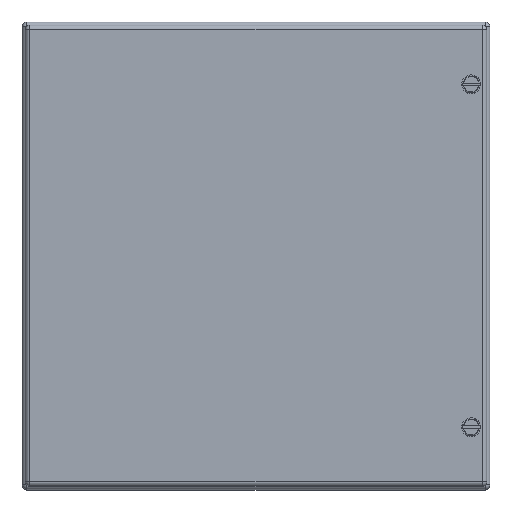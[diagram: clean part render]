
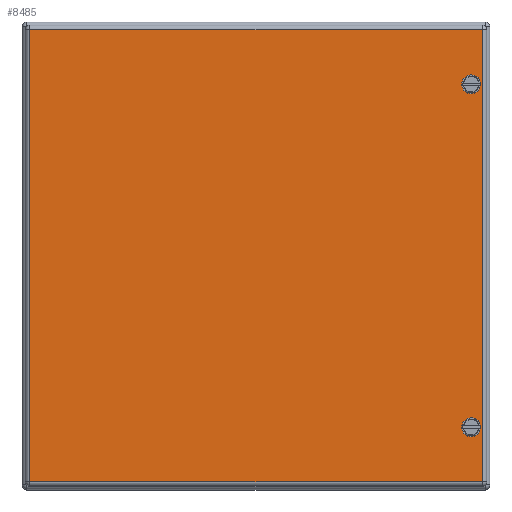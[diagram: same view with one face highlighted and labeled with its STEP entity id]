
A CAD part, top view. The second image highlights one B-rep face of the part: STEP entity #8485.
In plain terms, the highlighted planar face has unit normal (0, 0, 1).
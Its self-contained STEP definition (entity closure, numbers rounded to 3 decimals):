
#8427=AXIS2_PLACEMENT_3D('Plane Axis2P3D',#8424,#8425,#8426) ;
#8469=AXIS2_PLACEMENT_3D('Circle Axis2P3D',#8467,#8468,$) ;
#8478=AXIS2_PLACEMENT_3D('Circle Axis2P3D',#8476,#8477,$) ;
#8240=CARTESIAN_POINT('Vertex',(284.5,40.,150.)) ;
#8244=CARTESIAN_POINT('Control Point',(284.5,40.,150.)) ;
#8245=CARTESIAN_POINT('Control Point',(284.5,39.45,150.)) ;
#8246=CARTESIAN_POINT('Control Point',(284.608,38.9,150.)) ;
#8247=CARTESIAN_POINT('Control Point',(284.824,38.379,150.)) ;
#8248=CARTESIAN_POINT('Control Point',(285.449,37.449,150.)) ;
#8249=CARTESIAN_POINT('Control Point',(286.379,36.824,150.)) ;
#8250=CARTESIAN_POINT('Control Point',(286.9,36.608,150.)) ;
#8251=CARTESIAN_POINT('Control Point',(288.,36.392,150.)) ;
#8252=CARTESIAN_POINT('Control Point',(289.1,36.608,150.)) ;
#8253=CARTESIAN_POINT('Control Point',(289.621,36.824,150.)) ;
#8254=CARTESIAN_POINT('Control Point',(290.551,37.449,150.)) ;
#8255=CARTESIAN_POINT('Control Point',(291.176,38.379,150.)) ;
#8256=CARTESIAN_POINT('Control Point',(291.392,38.9,150.)) ;
#8257=CARTESIAN_POINT('Control Point',(291.5,39.45,150.)) ;
#8258=CARTESIAN_POINT('Control Point',(291.5,40.,150.)) ;
#8259=CARTESIAN_POINT('Vertex',(291.5,40.,150.)) ;
#8401=CARTESIAN_POINT('Control Point',(291.5,40.,150.)) ;
#8402=CARTESIAN_POINT('Control Point',(291.5,40.55,150.)) ;
#8403=CARTESIAN_POINT('Control Point',(291.392,41.1,150.)) ;
#8404=CARTESIAN_POINT('Control Point',(291.176,41.621,150.)) ;
#8405=CARTESIAN_POINT('Control Point',(290.551,42.551,150.)) ;
#8406=CARTESIAN_POINT('Control Point',(289.621,43.176,150.)) ;
#8407=CARTESIAN_POINT('Control Point',(289.1,43.392,150.)) ;
#8408=CARTESIAN_POINT('Control Point',(288.,43.608,150.)) ;
#8409=CARTESIAN_POINT('Control Point',(286.9,43.392,150.)) ;
#8410=CARTESIAN_POINT('Control Point',(286.379,43.176,150.)) ;
#8411=CARTESIAN_POINT('Control Point',(285.449,42.551,150.)) ;
#8412=CARTESIAN_POINT('Control Point',(284.824,41.621,150.)) ;
#8413=CARTESIAN_POINT('Control Point',(284.608,41.1,150.)) ;
#8414=CARTESIAN_POINT('Control Point',(284.5,40.55,150.)) ;
#8415=CARTESIAN_POINT('Control Point',(284.5,40.,150.)) ;
#8424=CARTESIAN_POINT('Axis2P3D Location',(150.,150.,150.)) ;
#8429=CARTESIAN_POINT('Line Origine',(295.,150.,150.)) ;
#8433=CARTESIAN_POINT('Vertex',(295.,5.,150.)) ;
#8435=CARTESIAN_POINT('Vertex',(295.,295.,150.)) ;
#8438=CARTESIAN_POINT('Line Origine',(150.,295.,150.)) ;
#8442=CARTESIAN_POINT('Vertex',(5.,295.,150.)) ;
#8445=CARTESIAN_POINT('Line Origine',(5.,150.,150.)) ;
#8449=CARTESIAN_POINT('Vertex',(5.,5.,150.)) ;
#8452=CARTESIAN_POINT('Line Origine',(150.,5.,150.)) ;
#8467=CARTESIAN_POINT('Axis2P3D Location',(288.,260.,150.)) ;
#8471=CARTESIAN_POINT('Vertex',(291.5,260.,150.)) ;
#8473=CARTESIAN_POINT('Vertex',(284.5,260.,150.)) ;
#8476=CARTESIAN_POINT('Axis2P3D Location',(288.,260.,150.)) ;
#8425=DIRECTION('Axis2P3D Direction',(0.,0.,1.)) ;
#8426=DIRECTION('Axis2P3D XDirection',(1.,0.,0.)) ;
#8430=DIRECTION('Vector Direction',(0.,1.,0.)) ;
#8439=DIRECTION('Vector Direction',(-1.,0.,0.)) ;
#8446=DIRECTION('Vector Direction',(0.,-1.,0.)) ;
#8453=DIRECTION('Vector Direction',(1.,0.,0.)) ;
#8468=DIRECTION('Axis2P3D Direction',(0.,0.,1.)) ;
#8477=DIRECTION('Axis2P3D Direction',(0.,0.,1.)) ;
#8431=VECTOR('Line Direction',#8430,1.) ;
#8440=VECTOR('Line Direction',#8439,1.) ;
#8447=VECTOR('Line Direction',#8446,1.) ;
#8454=VECTOR('Line Direction',#8453,1.) ;
#8458=ORIENTED_EDGE('',*,*,#8437,.T.) ;
#8459=ORIENTED_EDGE('',*,*,#8444,.T.) ;
#8460=ORIENTED_EDGE('',*,*,#8451,.T.) ;
#8461=ORIENTED_EDGE('',*,*,#8456,.T.) ;
#8464=ORIENTED_EDGE('',*,*,#8416,.F.) ;
#8465=ORIENTED_EDGE('',*,*,#8261,.F.) ;
#8482=ORIENTED_EDGE('',*,*,#8475,.F.) ;
#8483=ORIENTED_EDGE('',*,*,#8480,.F.) ;
#8466=FACE_BOUND('',#8463,.T.) ;
#8484=FACE_BOUND('',#8481,.T.) ;
#8485=ADVANCED_FACE('76192_ZUB_DE_HS_KEBI_300x300-1/76192_DE_HS_KEBI_300x300-1-solid1',(#8462,#8466,#8484),#8428,.T.) ;
#8243=B_SPLINE_CURVE_WITH_KNOTS('',5,(#8244,#8245,#8246,#8247,#8248,#8249,#8250,#8251,#8252,#8253,#8254,#8255,#8256,#8257,#8258),.UNSPECIFIED.,.F.,.U.,(6,3,3,3,6),(-5.498,-2.749,0.,2.749,5.498),.UNSPECIFIED.) ;
#8400=B_SPLINE_CURVE_WITH_KNOTS('',5,(#8401,#8402,#8403,#8404,#8405,#8406,#8407,#8408,#8409,#8410,#8411,#8412,#8413,#8414,#8415),.UNSPECIFIED.,.F.,.U.,(6,3,3,3,6),(-5.498,-2.749,0.,2.749,5.498),.UNSPECIFIED.) ;
#8470=CIRCLE('generated circle',#8469,3.5) ;
#8479=CIRCLE('generated circle',#8478,3.5) ;
#8261=EDGE_CURVE('',#8241,#8260,#8243,.T.) ;
#8416=EDGE_CURVE('',#8260,#8241,#8400,.T.) ;
#8437=EDGE_CURVE('',#8434,#8436,#8432,.T.) ;
#8444=EDGE_CURVE('',#8436,#8443,#8441,.T.) ;
#8451=EDGE_CURVE('',#8443,#8450,#8448,.T.) ;
#8456=EDGE_CURVE('',#8450,#8434,#8455,.T.) ;
#8475=EDGE_CURVE('',#8472,#8474,#8470,.T.) ;
#8480=EDGE_CURVE('',#8474,#8472,#8479,.T.) ;
#8457=EDGE_LOOP('',(#8458,#8459,#8460,#8461)) ;
#8463=EDGE_LOOP('',(#8464,#8465)) ;
#8481=EDGE_LOOP('',(#8482,#8483)) ;
#8462=FACE_OUTER_BOUND('',#8457,.T.) ;
#8432=LINE('Line',#8429,#8431) ;
#8441=LINE('Line',#8438,#8440) ;
#8448=LINE('Line',#8445,#8447) ;
#8455=LINE('Line',#8452,#8454) ;
#8428=PLANE('',#8427) ;
#8241=VERTEX_POINT('',#8240) ;
#8260=VERTEX_POINT('',#8259) ;
#8434=VERTEX_POINT('',#8433) ;
#8436=VERTEX_POINT('',#8435) ;
#8443=VERTEX_POINT('',#8442) ;
#8450=VERTEX_POINT('',#8449) ;
#8472=VERTEX_POINT('',#8471) ;
#8474=VERTEX_POINT('',#8473) ;
